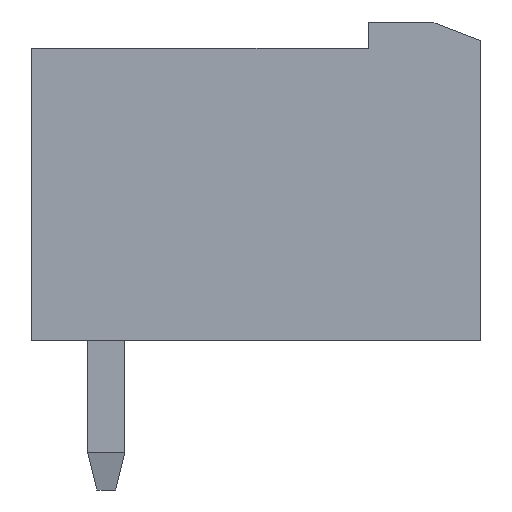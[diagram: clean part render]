
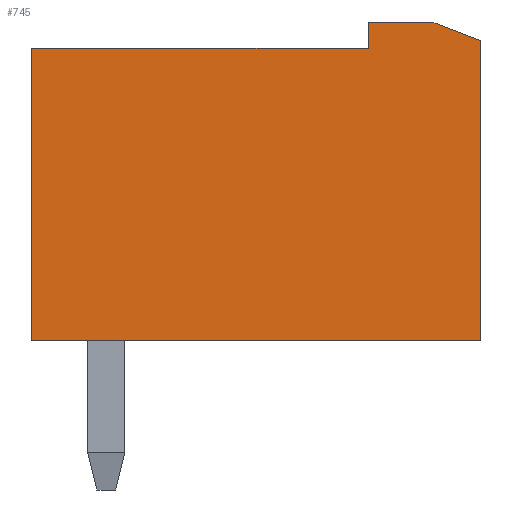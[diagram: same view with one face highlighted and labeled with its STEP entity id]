
A CAD part, left-side view. The second image highlights one B-rep face of the part: STEP entity #745.
In plain terms, the highlighted planar face has unit normal (-1, 0, 0).
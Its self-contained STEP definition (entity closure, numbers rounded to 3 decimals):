
#745 = ADVANCED_FACE('',(#746),#804,.T.);
#746 = FACE_BOUND('',#747,.T.);
#747 = EDGE_LOOP('',(#748,#758,#766,#774,#782,#790,#798));
#748 = ORIENTED_EDGE('',*,*,#749,.F.);
#749 = EDGE_CURVE('',#750,#752,#754,.T.);
#750 = VERTEX_POINT('',#751);
#751 = CARTESIAN_POINT('',(-5.7,-9.95,7.94));
#752 = VERTEX_POINT('',#753);
#753 = CARTESIAN_POINT('',(-5.7,-9.95,-0.06));
#754 = LINE('',#755,#756);
#755 = CARTESIAN_POINT('',(-5.7,-9.95,7.94));
#756 = VECTOR('',#757,1.);
#757 = DIRECTION('',(0.,0.,-1.));
#758 = ORIENTED_EDGE('',*,*,#759,.T.);
#759 = EDGE_CURVE('',#750,#760,#762,.T.);
#760 = VERTEX_POINT('',#761);
#761 = CARTESIAN_POINT('',(-5.7,-8.65,8.44));
#762 = LINE('',#763,#764);
#763 = CARTESIAN_POINT('',(-5.7,-9.95,7.94));
#764 = VECTOR('',#765,1.);
#765 = DIRECTION('',(0.,0.933,0.359));
#766 = ORIENTED_EDGE('',*,*,#767,.F.);
#767 = EDGE_CURVE('',#768,#760,#770,.T.);
#768 = VERTEX_POINT('',#769);
#769 = CARTESIAN_POINT('',(-5.7,-6.95,8.44));
#770 = LINE('',#771,#772);
#771 = CARTESIAN_POINT('',(-5.7,-6.95,8.44));
#772 = VECTOR('',#773,1.);
#773 = DIRECTION('',(0.,-1.,0.));
#774 = ORIENTED_EDGE('',*,*,#775,.T.);
#775 = EDGE_CURVE('',#768,#776,#778,.T.);
#776 = VERTEX_POINT('',#777);
#777 = CARTESIAN_POINT('',(-5.7,-6.95,7.74));
#778 = LINE('',#779,#780);
#779 = CARTESIAN_POINT('',(-5.7,-6.95,8.44));
#780 = VECTOR('',#781,1.);
#781 = DIRECTION('',(0.,0.,-1.));
#782 = ORIENTED_EDGE('',*,*,#783,.T.);
#783 = EDGE_CURVE('',#776,#784,#786,.T.);
#784 = VERTEX_POINT('',#785);
#785 = CARTESIAN_POINT('',(-5.7,2.05,7.74));
#786 = LINE('',#787,#788);
#787 = CARTESIAN_POINT('',(-5.7,-6.95,7.74));
#788 = VECTOR('',#789,1.);
#789 = DIRECTION('',(0.,1.,0.));
#790 = ORIENTED_EDGE('',*,*,#791,.F.);
#791 = EDGE_CURVE('',#792,#784,#794,.T.);
#792 = VERTEX_POINT('',#793);
#793 = CARTESIAN_POINT('',(-5.7,2.05,-0.06));
#794 = LINE('',#795,#796);
#795 = CARTESIAN_POINT('',(-5.7,2.05,-0.06));
#796 = VECTOR('',#797,1.);
#797 = DIRECTION('',(0.,0.,1.));
#798 = ORIENTED_EDGE('',*,*,#799,.F.);
#799 = EDGE_CURVE('',#752,#792,#800,.T.);
#800 = LINE('',#801,#802);
#801 = CARTESIAN_POINT('',(-5.7,-9.95,-0.06));
#802 = VECTOR('',#803,1.);
#803 = DIRECTION('',(0.,1.,0.));
#804 = PLANE('',#805);
#805 = AXIS2_PLACEMENT_3D('',#806,#807,#808);
#806 = CARTESIAN_POINT('',(-5.7,4.339,-6.21));
#807 = DIRECTION('',(-1.,0.,0.));
#808 = DIRECTION('',(0.,-1.,0.));
